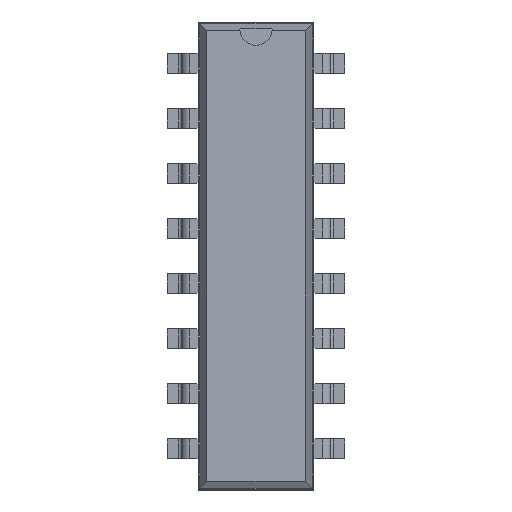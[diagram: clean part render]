
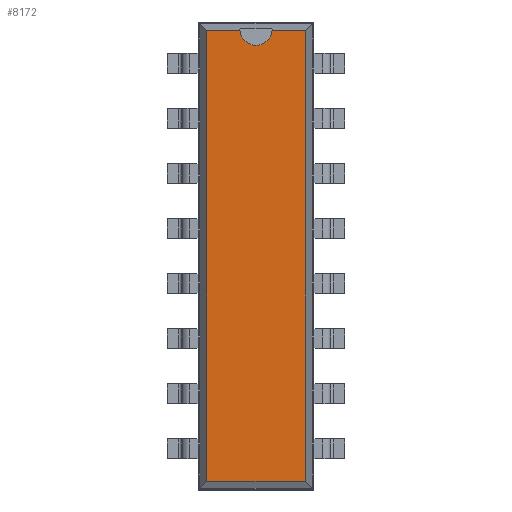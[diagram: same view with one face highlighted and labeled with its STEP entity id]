
A CAD part, top view. The second image highlights one B-rep face of the part: STEP entity #8172.
In plain terms, the highlighted planar face has unit normal (0, 0, 1).
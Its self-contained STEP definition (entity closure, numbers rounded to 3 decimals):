
#5355 = VERTEX_POINT('',#5356);
#5356 = CARTESIAN_POINT('',(2.276,10.396,3.68));
#5361 = EDGE_CURVE('',#5362,#5355,#5364,.T.);
#5362 = VERTEX_POINT('',#5363);
#5363 = CARTESIAN_POINT('',(2.276,-10.396,3.68));
#5364 = LINE('',#5365,#5366);
#5365 = CARTESIAN_POINT('',(2.276,-10.396,3.68));
#5366 = VECTOR('',#5367,1.);
#5367 = DIRECTION('',(0.,1.,0.));
#6705 = VERTEX_POINT('',#6706);
#6706 = CARTESIAN_POINT('',(-2.276,10.396,3.68));
#6711 = EDGE_CURVE('',#6712,#6705,#6714,.T.);
#6712 = VERTEX_POINT('',#6713);
#6713 = CARTESIAN_POINT('',(-0.746,10.396,3.68));
#6714 = LINE('',#6715,#6716);
#6715 = CARTESIAN_POINT('',(2.276,10.396,3.68));
#6716 = VECTOR('',#6717,1.);
#6717 = DIRECTION('',(-1.,0.,0.));
#6737 = VERTEX_POINT('',#6738);
#6738 = CARTESIAN_POINT('',(0.746,10.396,3.68));
#6746 = EDGE_CURVE('',#5355,#6737,#6747,.T.);
#6747 = LINE('',#6748,#6749);
#6748 = CARTESIAN_POINT('',(2.276,10.396,3.68));
#6749 = VECTOR('',#6750,1.);
#6750 = DIRECTION('',(-1.,0.,0.));
#6818 = VERTEX_POINT('',#6819);
#6819 = CARTESIAN_POINT('',(-2.276,-10.396,3.68));
#6824 = EDGE_CURVE('',#6705,#6818,#6825,.T.);
#6825 = LINE('',#6826,#6827);
#6826 = CARTESIAN_POINT('',(-2.276,10.396,3.68));
#6827 = VECTOR('',#6828,1.);
#6828 = DIRECTION('',(0.,-1.,0.));
#8161 = EDGE_CURVE('',#6818,#5362,#8162,.T.);
#8162 = LINE('',#8163,#8164);
#8163 = CARTESIAN_POINT('',(-2.276,-10.396,3.68));
#8164 = VECTOR('',#8165,1.);
#8165 = DIRECTION('',(1.,0.,0.));
#8172 = ADVANCED_FACE('',(#8173),#8196,.F.);
#8173 = FACE_BOUND('',#8174,.F.);
#8174 = EDGE_LOOP('',(#8175,#8176,#8177,#8178,#8179,#8188,#8195));
#8175 = ORIENTED_EDGE('',*,*,#5361,.F.);
#8176 = ORIENTED_EDGE('',*,*,#8161,.F.);
#8177 = ORIENTED_EDGE('',*,*,#6824,.F.);
#8178 = ORIENTED_EDGE('',*,*,#6711,.F.);
#8179 = ORIENTED_EDGE('',*,*,#8180,.F.);
#8180 = EDGE_CURVE('',#8181,#6712,#8183,.T.);
#8181 = VERTEX_POINT('',#8182);
#8182 = CARTESIAN_POINT('',(0.,9.721,3.68));
#8183 = CIRCLE('',#8184,0.75);
#8184 = AXIS2_PLACEMENT_3D('',#8185,#8186,#8187);
#8185 = CARTESIAN_POINT('',(0.,10.471,3.68));
#8186 = DIRECTION('',(0.,0.,-1.));
#8187 = DIRECTION('',(0.,-1.,0.));
#8188 = ORIENTED_EDGE('',*,*,#8189,.F.);
#8189 = EDGE_CURVE('',#6737,#8181,#8190,.T.);
#8190 = CIRCLE('',#8191,0.75);
#8191 = AXIS2_PLACEMENT_3D('',#8192,#8193,#8194);
#8192 = CARTESIAN_POINT('',(0.,10.471,3.68));
#8193 = DIRECTION('',(0.,0.,-1.));
#8194 = DIRECTION('',(0.,-1.,0.));
#8195 = ORIENTED_EDGE('',*,*,#6746,.F.);
#8196 = PLANE('',#8197);
#8197 = AXIS2_PLACEMENT_3D('',#8198,#8199,#8200);
#8198 = CARTESIAN_POINT('',(2.276,-10.396,3.68));
#8199 = DIRECTION('',(0.,0.,-1.));
#8200 = DIRECTION('',(-0.214,0.977,0.));
